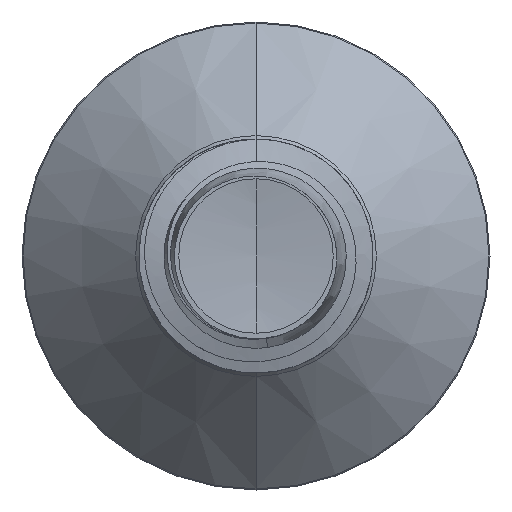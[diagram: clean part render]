
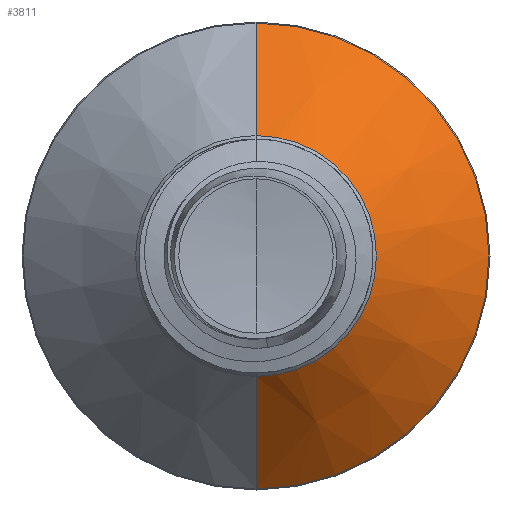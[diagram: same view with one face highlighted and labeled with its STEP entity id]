
A CAD part, front view. The second image highlights one B-rep face of the part: STEP entity #3811.
In plain terms, the highlighted conical face has half-angle 45 degrees and reference radius 3.088 mm.
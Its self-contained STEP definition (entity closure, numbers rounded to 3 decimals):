
#518 = DIRECTION ( 'NONE',  ( 0., 0., 1. ) ) ;
#799 = AXIS2_PLACEMENT_3D ( 'NONE', #22858, #12031, #1197 ) ;
#1197 = DIRECTION ( 'NONE',  ( 0., 0., 1. ) ) ;
#1352 = CIRCLE ( 'NONE', #10614, 5.974 ) ;
#2218 = CARTESIAN_POINT ( 'NONE',  ( 0., 12.239, -3.089 ) ) ;
#2345 = EDGE_LOOP ( 'NONE', ( #15171, #15440, #15723, #15747 ) ) ;
#3391 = FACE_OUTER_BOUND ( 'NONE', #2345, .T. ) ;
#3811 = ADVANCED_FACE ( 'NONE', ( #3391 ), #16677, .T. ) ;
#4032 = VERTEX_POINT ( 'NONE', #6411 ) ;
#5047 = LINE ( 'NONE', #7716, #18361 ) ;
#5268 = CARTESIAN_POINT ( 'NONE',  ( 0., 12.239, 0. ) ) ;
#5760 = VERTEX_POINT ( 'NONE', #19119 ) ;
#6411 = CARTESIAN_POINT ( 'NONE',  ( 0., 12.239, -3.089 ) ) ;
#7716 = CARTESIAN_POINT ( 'NONE',  ( 0., 12.239, 3.089 ) ) ;
#8110 = EDGE_CURVE ( 'NONE', #8924, #15697, #5047, .T. ) ;
#8924 = VERTEX_POINT ( 'NONE', #13469 ) ;
#8984 = DIRECTION ( 'NONE',  ( 0., 1., 0. ) ) ;
#10614 = AXIS2_PLACEMENT_3D ( 'NONE', #22183, #11361, #518 ) ;
#11361 = DIRECTION ( 'NONE',  ( 0., 1., 0. ) ) ;
#11868 = CARTESIAN_POINT ( 'NONE',  ( 0., 15.124, 5.974 ) ) ;
#12031 = DIRECTION ( 'NONE',  ( 0., 1., 0. ) ) ;
#12953 = LINE ( 'NONE', #2218, #23124 ) ;
#13043 = DIRECTION ( 'NONE',  ( 0., 0.707, -0.707 ) ) ;
#13469 = CARTESIAN_POINT ( 'NONE',  ( 0., 12.239, 3.089 ) ) ;
#14222 = AXIS2_PLACEMENT_3D ( 'NONE', #5268, #8984, #16713 ) ;
#15006 = DIRECTION ( 'NONE',  ( 0., 0.707, 0.707 ) ) ;
#15171 = ORIENTED_EDGE ( 'NONE', *, *, #21850, .T. ) ;
#15440 = ORIENTED_EDGE ( 'NONE', *, *, #18268, .T. ) ;
#15697 = VERTEX_POINT ( 'NONE', #11868 ) ;
#15723 = ORIENTED_EDGE ( 'NONE', *, *, #17726, .F. ) ;
#15747 = ORIENTED_EDGE ( 'NONE', *, *, #8110, .F. ) ;
#16677 = CONICAL_SURFACE ( 'NONE', #14222, 3.089, 0.785 ) ;
#16713 = DIRECTION ( 'NONE',  ( 0., 0., 1. ) ) ;
#17726 = EDGE_CURVE ( 'NONE', #15697, #5760, #1352, .T. ) ;
#18268 = EDGE_CURVE ( 'NONE', #4032, #5760, #12953, .T. ) ;
#18361 = VECTOR ( 'NONE', #15006, 1000. ) ;
#19119 = CARTESIAN_POINT ( 'NONE',  ( 0., 15.124, -5.974 ) ) ;
#20008 = CIRCLE ( 'NONE', #799, 3.089 ) ;
#21850 = EDGE_CURVE ( 'NONE', #8924, #4032, #20008, .T. ) ;
#22183 = CARTESIAN_POINT ( 'NONE',  ( 0., 15.124, 0. ) ) ;
#22858 = CARTESIAN_POINT ( 'NONE',  ( 0., 12.239, 0. ) ) ;
#23124 = VECTOR ( 'NONE', #13043, 1000. ) ;
